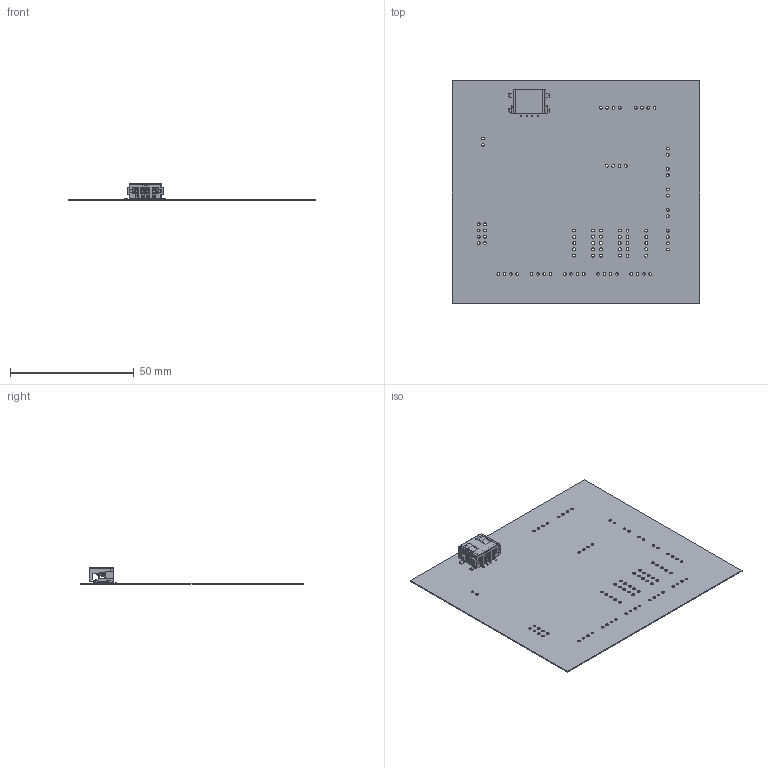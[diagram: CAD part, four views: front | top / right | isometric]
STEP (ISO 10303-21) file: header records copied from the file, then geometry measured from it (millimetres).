
FILE_DESCRIPTION(('Open CASCADE Model'),'2;1');
FILE_NAME('Open CASCADE Shape Model','2023-04-01T12:16:51',('Author'),( 'Open CASCADE'),'Open CASCADE STEP processor 6.8','Open CASCADE 6.8' ,'Unknown');
FILE_SCHEMA(('AUTOMOTIVE_DESIGN { 1 0 10303 214 1 1 1 1 }'));
Length unit declared in the file: millimetre
Products named in the file (9): PCB; Board; Open CASCADE STEP translator 6.8 1.1.1; USB_Host1; 6103933392; 629104190121_Housing; 629104190121_Shelding; 629104190121_Pin; 629104190121_Mylar
Assembly tree (11 placements, depth 4):
  PCB
    Board
      Open CASCADE STEP translator 6.8 1.1.1
    USB_Host1
      6103933392
        629104190121_Housing
        629104190121_Shelding
        629104190121_Pin  x4
        629104190121_Mylar
Bounding box: 100 x 90 x 6.76 mm (x, y, z)
Volume: 4017.2 mm3; surface area: 19785.5 mm2
Topology: 8 solids, 8 shells, 849 faces, 2410 edges, 1564 vertices
Faces by surface type: plane 493, cylinder 316, bspline 36, torus 2, extrusion 2
Full cylindrical faces by diameter (mm): 1.1 x54, 1.2 x32, 1.5 x2
Entity records: 27162 total; most frequent: CARTESIAN_POINT 4569, ORIENTED_EDGE 3860, DIRECTION 3752, EDGE_CURVE 1930, VECTOR 1374, LINE 1372, VERTEX_POINT 1252, AXIS2_PLACEMENT_3D 1189
